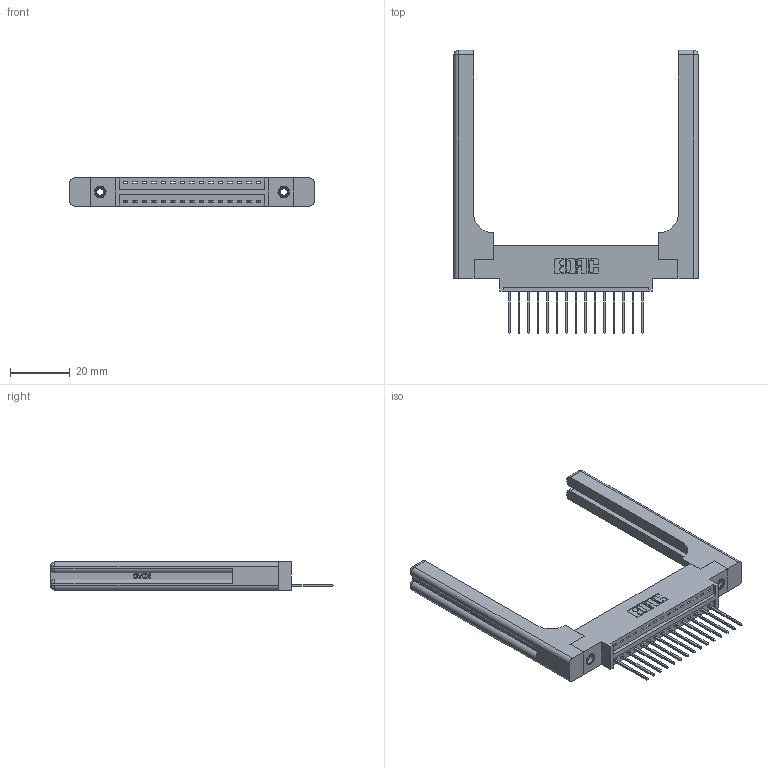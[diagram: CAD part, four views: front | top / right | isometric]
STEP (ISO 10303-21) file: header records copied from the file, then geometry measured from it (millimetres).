
FILE_DESCRIPTION (( 'STEP AP203' ), '1' );
FILE_NAME ('346-015-540-658.STEP', '2022-05-05T08:34:45', ( '' ), ( '' ), 'SwSTEP 2.0', 'SolidWorks 2020', '' );
FILE_SCHEMA (( 'CONFIG_CONTROL_DESIGN' ));
Length unit declared in the file: inch
Products named in the file (5): 346 Part_0.170 Offset - 0.156 Dia-TH; 345-292-001_345-293-140; 346-015-540-658; 345-250-001_345-250-001-102; 346-220-058_345-220-058
Assembly tree (20 placements, depth 2):
  346-015-540-658
    346 Part_0.170 Offset - 0.156 Dia-TH
    345-292-001_345-293-140  x15
    345-250-001_345-250-001-102  x2
    346-220-058_345-220-058  x2
Bounding box: 81.69 x 94.74 x 9.4 mm (x, y, z)
Volume: 14999.2 mm3; surface area: 14569.1 mm2
Topology: 20 solids, 20 shells, 1266 faces, 3683 edges, 2414 vertices
Faces by surface type: plane 842, cylinder 364, bspline 36, cone 12, sphere 8, torus 4
Entity records: 18692 total; most frequent: CARTESIAN_POINT 4196, ORIENTED_EDGE 2940, DIRECTION 2664, EDGE_CURVE 1470, VECTOR 1186, LINE 1186, VERTEX_POINT 970, AXIS2_PLACEMENT_3D 739
